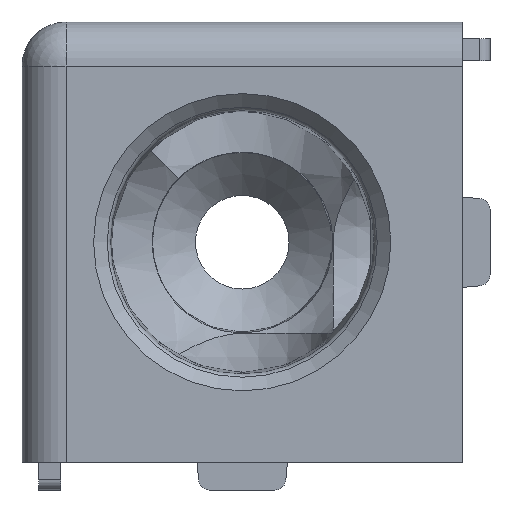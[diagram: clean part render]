
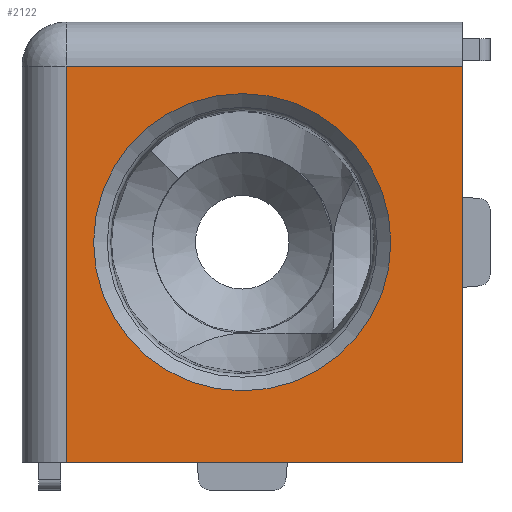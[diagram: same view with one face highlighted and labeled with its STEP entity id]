
A CAD part, front view. The second image highlights one B-rep face of the part: STEP entity #2122.
In plain terms, the highlighted planar face has unit normal (0, -1, 0).
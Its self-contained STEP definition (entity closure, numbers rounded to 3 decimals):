
#38=FACE_BOUND('',#688,.T.);
#44=PLANE('',#2332);
#172=LINE('',#3461,#358);
#190=LINE('',#3504,#376);
#221=LINE('',#3580,#407);
#222=LINE('',#3581,#408);
#358=VECTOR('',#2669,1000.);
#376=VECTOR('',#2697,1000.);
#407=VECTOR('',#2750,1000.);
#408=VECTOR('',#2751,1000.);
#555=FACE_OUTER_BOUND('',#687,.T.);
#687=EDGE_LOOP('',(#1671,#1672,#1673,#1674));
#688=EDGE_LOOP('',(#1675,#1676));
#812=CIRCLE('',#2270,13.5);
#813=CIRCLE('',#2271,13.5);
#934=VERTEX_POINT('',#3238);
#935=VERTEX_POINT('',#3240);
#980=VERTEX_POINT('',#3458);
#981=VERTEX_POINT('',#3460);
#1001=VERTEX_POINT('',#3503);
#1035=VERTEX_POINT('',#3579);
#1146=EDGE_CURVE('',#935,#934,#812,.T.);
#1147=EDGE_CURVE('',#934,#935,#813,.T.);
#1209=EDGE_CURVE('',#980,#981,#172,.T.);
#1231=EDGE_CURVE('',#1001,#981,#190,.T.);
#1270=EDGE_CURVE('',#980,#1035,#221,.T.);
#1271=EDGE_CURVE('',#1035,#1001,#222,.T.);
#1671=ORIENTED_EDGE('',*,*,#1209,.F.);
#1672=ORIENTED_EDGE('',*,*,#1270,.T.);
#1673=ORIENTED_EDGE('',*,*,#1271,.T.);
#1674=ORIENTED_EDGE('',*,*,#1231,.T.);
#1675=ORIENTED_EDGE('',*,*,#1146,.T.);
#1676=ORIENTED_EDGE('',*,*,#1147,.T.);
#2122=ADVANCED_FACE('',(#555,#38),#44,.F.);
#2270=AXIS2_PLACEMENT_3D('',#3241,#2555,#2556);
#2271=AXIS2_PLACEMENT_3D('',#3242,#2557,#2558);
#2332=AXIS2_PLACEMENT_3D('',#3578,#2748,#2749);
#2555=DIRECTION('center_axis',(0.,1.,0.));
#2556=DIRECTION('ref_axis',(-1.,0.,0.));
#2557=DIRECTION('center_axis',(0.,1.,0.));
#2558=DIRECTION('ref_axis',(-1.,0.,0.));
#2669=DIRECTION('',(0.,0.,-1.));
#2697=DIRECTION('',(1.,0.,0.));
#2748=DIRECTION('center_axis',(0.,1.,0.));
#2749=DIRECTION('ref_axis',(1.,0.,0.));
#2750=DIRECTION('',(-1.,0.,0.));
#2751=DIRECTION('',(0.,0.,-1.));
#3238=CARTESIAN_POINT('',(-13.5,-20.,0.));
#3240=CARTESIAN_POINT('',(13.5,-20.,0.));
#3241=CARTESIAN_POINT('Origin',(0.,-20.,0.));
#3242=CARTESIAN_POINT('Origin',(0.,-20.,0.));
#3458=CARTESIAN_POINT('',(20.,-20.,16.));
#3460=CARTESIAN_POINT('',(20.,-20.,-20.));
#3461=CARTESIAN_POINT('',(20.,-20.,20.));
#3503=CARTESIAN_POINT('',(-16.,-20.,-20.));
#3504=CARTESIAN_POINT('',(-20.,-20.,-20.));
#3578=CARTESIAN_POINT('Origin',(-20.,-20.,20.));
#3579=CARTESIAN_POINT('',(-16.,-20.,16.));
#3580=CARTESIAN_POINT('',(-20.,-20.,16.));
#3581=CARTESIAN_POINT('',(-16.,-20.,20.));
